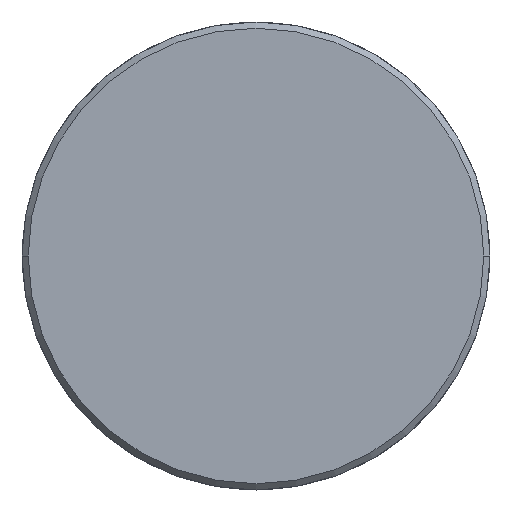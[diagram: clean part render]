
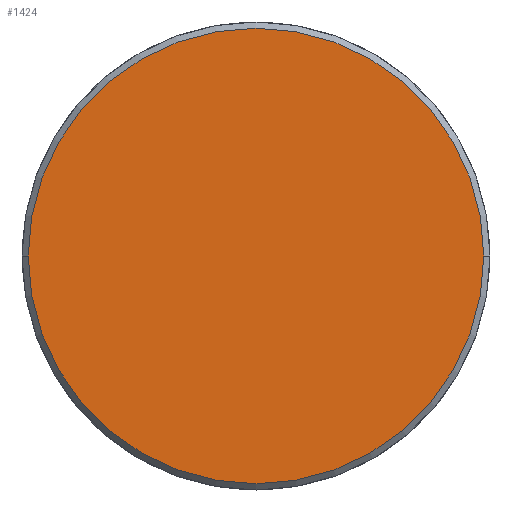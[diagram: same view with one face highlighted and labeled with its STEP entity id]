
A CAD part, left-side view. The second image highlights one B-rep face of the part: STEP entity #1424.
In plain terms, the highlighted planar face has unit normal (-1, 0, 0).
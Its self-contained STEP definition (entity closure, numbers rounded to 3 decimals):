
#202 = DIRECTION ( 'NONE',  ( -1., 0., 0. ) ) ;
#313 = CARTESIAN_POINT ( 'NONE',  ( -166.05, -92.598, 92.598 ) ) ;
#362 = ORIENTED_EDGE ( 'NONE', *, *, #627, .T. ) ;
#479 = CARTESIAN_POINT ( 'NONE',  ( -166.05, 91.5, 0. ) ) ;
#627 = EDGE_CURVE ( 'NONE', #930, #1558, #2625, .T. ) ;
#843 = DIRECTION ( 'NONE',  ( 0., 1., 0. ) ) ;
#930 = VERTEX_POINT ( 'NONE', #1507 ) ;
#1036 = FACE_OUTER_BOUND ( 'NONE', #1534, .T. ) ;
#1382 = CIRCLE ( 'NONE', #3279, 91.5 ) ;
#1424 = ADVANCED_FACE ( 'NONE', ( #1036 ), #1454, .F. ) ;
#1454 = PLANE ( 'NONE',  #2831 ) ;
#1507 = CARTESIAN_POINT ( 'NONE',  ( -166.05, -91.5, 0. ) ) ;
#1534 = EDGE_LOOP ( 'NONE', ( #1973, #362 ) ) ;
#1558 = VERTEX_POINT ( 'NONE', #479 ) ;
#1635 = DIRECTION ( 'NONE',  ( 0., 1., 0. ) ) ;
#1973 = ORIENTED_EDGE ( 'NONE', *, *, #2591, .T. ) ;
#2340 = DIRECTION ( 'NONE',  ( 0., 0., -1. ) ) ;
#2496 = CARTESIAN_POINT ( 'NONE',  ( -166.05, 0., 0. ) ) ;
#2591 = EDGE_CURVE ( 'NONE', #1558, #930, #1382, .T. ) ;
#2625 = CIRCLE ( 'NONE', #2729, 91.5 ) ;
#2729 = AXIS2_PLACEMENT_3D ( 'NONE', #3015, #202, #1635 ) ;
#2831 = AXIS2_PLACEMENT_3D ( 'NONE', #313, #3129, #2340 ) ;
#3015 = CARTESIAN_POINT ( 'NONE',  ( -166.05, 0., 0. ) ) ;
#3129 = DIRECTION ( 'NONE',  ( 1., 0., 0. ) ) ;
#3279 = AXIS2_PLACEMENT_3D ( 'NONE', #2496, #3662, #843 ) ;
#3662 = DIRECTION ( 'NONE',  ( -1., 0., 0. ) ) ;
